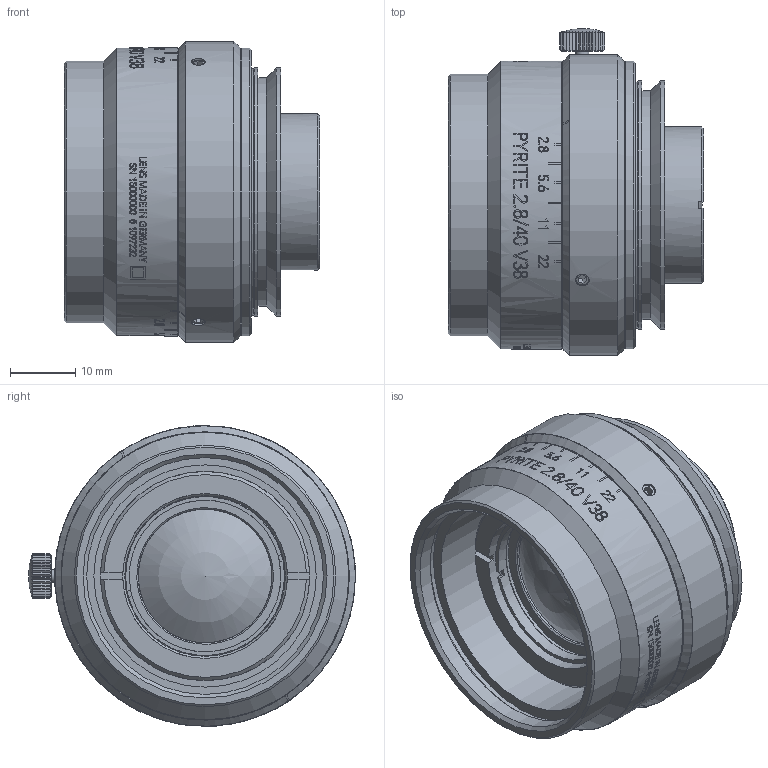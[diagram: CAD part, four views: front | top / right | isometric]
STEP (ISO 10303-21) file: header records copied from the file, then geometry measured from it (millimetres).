
FILE_DESCRIPTION(/* description */ (''),/* implementation_level */ '2;1');
FILE_NAME(/* name */ '1097232_00155126_002.stp',/* time_stamp */ '2021-11-09T09:03:44+01:00',/* author */ (''),/* organization */ (''),/* preprocessor_version */ 'ST-DEVELOPER v16',/* originating_system */ 'SIEMENS PLM Software NX 10.0',/* authorisation */ '');
FILE_SCHEMA (('AP203_CONFIGURATION_CONTROLLED_3D_DESIGN_OF_MECHANICAL_PARTS_AND_ASSEMBLIES_MIM_LF { 1 0 10303 403 2 1 2}'));
Length unit declared in the file: millimetre
Products named in the file (1): Froe55243C83akai
Bounding box: 39.03 x 50 x 46 mm (x, y, z)
Volume: 37248.3 mm3; surface area: 14853.7 mm2
Topology: 1 solids, 13 shells, 439 faces, 1478 edges, 1210 vertices
Faces by surface type: plane 197, cylinder 194, cone 40, torus 5, sphere 3
Full cylindrical faces by diameter (mm): 1.7 x3, 1.9 x3, 2 x1, 2.05 x5, 2.7 x3, 19 x1, 20.5 x1, 21 x1, 21.5 x1, 21.8 x1, 21.9 x2, 22.627 x1, 22.7 x1, 23.2 x1, 24 x2, 24.3 x1, 25 x1, 25.1 x1, 25.2 x1, 26.802 x1, 32 x1, 33 x1, 34 x1, 35 x1, 36.2 x1, 37.3 x1, 38 x2, 40 x1, 40.268 x2, 44 x2
Entity records: 18407 total; most frequent: CARTESIAN_POINT 7004, ORIENTED_EDGE 2659, DIRECTION 1598, EDGE_CURVE 1349, VERTEX_POINT 1169, B_SPLINE_CURVE_WITH_KNOTS 814, EDGE_LOOP 689, AXIS2_PLACEMENT_3D 661
